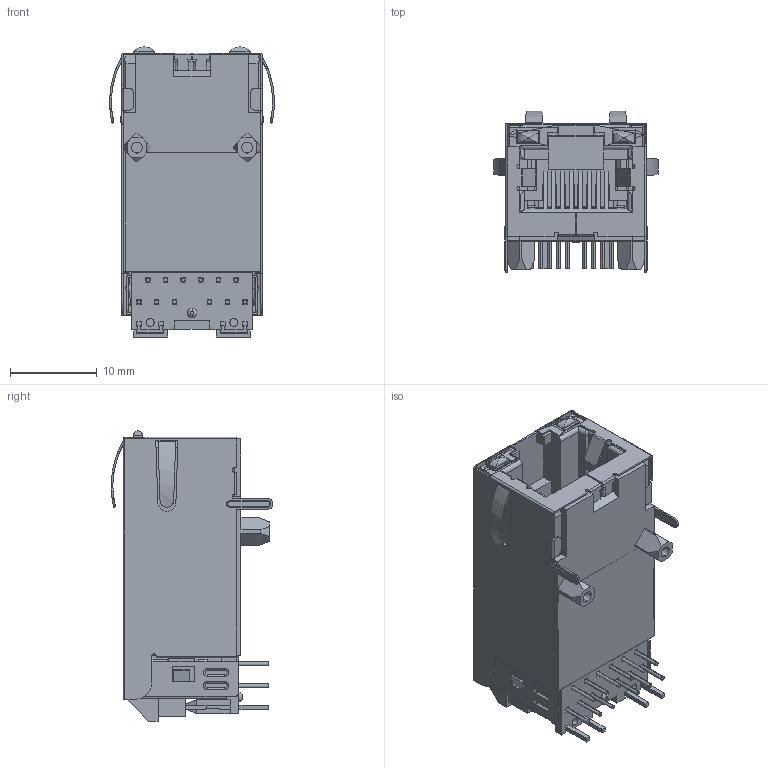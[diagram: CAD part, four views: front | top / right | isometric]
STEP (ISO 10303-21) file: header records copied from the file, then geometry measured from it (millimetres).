
FILE_DESCRIPTION (( 'STEP AP214' ), '1' );
FILE_NAME ('DEFAULT.STEP', '2023-01-28T12:38:05', ( '' ), ( '' ), 'SwSTEP 2.0', 'SolidWorks 2022', '' );
FILE_SCHEMA (( 'AUTOMOTIVE_DESIGN' ));
Length unit declared in the file: inch
Products named in the file (22): DEFAULT-14; DEFAULT-3; DEFAULT-11; DEFAULT-9; DEFAULT-16; DEFAULT-13; DEFAULT; DEFAULT-6; DEFAULT-18; DEFAULT-5; DEFAULT-15; DEFAULT-1; DEFAULT-19; DEFAULT-17; DEFAULT-4; DEFAULT-2; DEFAULT-10; DEFAULT-8; DEFAULT-12; DEFAULT-7; DEFAULT-20
Assembly tree (21 placements, depth 2):
  DEFAULT
    DEFAULT
    DEFAULT-1
    DEFAULT-2
    DEFAULT-3
    DEFAULT-4
    DEFAULT-5
    DEFAULT-6
    DEFAULT-7
    DEFAULT-8
    DEFAULT-9
    DEFAULT-10
    DEFAULT-11
    DEFAULT-12
    DEFAULT-13
    DEFAULT-14
    DEFAULT-15
    DEFAULT-16
    DEFAULT-17
    DEFAULT-18
    DEFAULT-19
    DEFAULT-20
Bounding box: 19 x 18.64 x 33.4 mm (x, y, z)
Volume: 2249.6 mm3; surface area: 8953.5 mm2
Topology: 21 solids, 21 shells, 1462 faces, 4026 edges, 2621 vertices
Faces by surface type: plane 1070, cylinder 327, bspline 57, cone 6, torus 2
Entity records: 50485 total; most frequent: CARTESIAN_POINT 13377, ORIENTED_EDGE 8052, DIRECTION 6647, EDGE_CURVE 4026, LINE 2803, VECTOR 2803, VERTEX_POINT 2621, AXIS2_PLACEMENT_3D 1922
